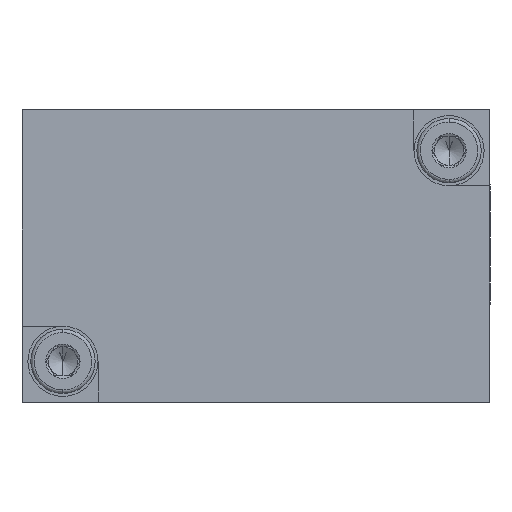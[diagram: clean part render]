
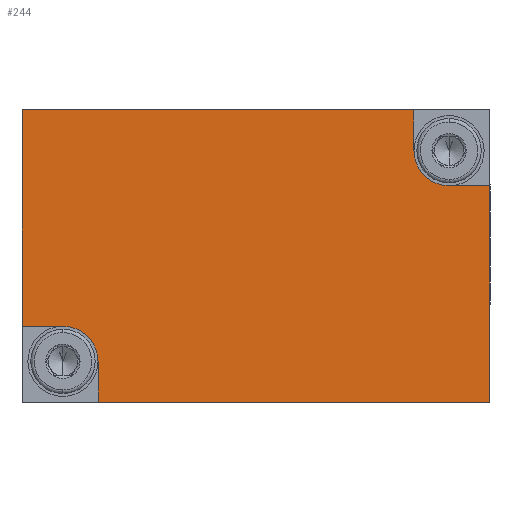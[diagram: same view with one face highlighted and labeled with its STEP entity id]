
A CAD part, front view. The second image highlights one B-rep face of the part: STEP entity #244.
In plain terms, the highlighted planar face has unit normal (0, -1, 0).
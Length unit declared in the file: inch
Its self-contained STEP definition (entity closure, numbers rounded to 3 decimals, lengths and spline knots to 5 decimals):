
#7 = DIRECTION ( 'NONE',  ( 0., 0., -1. ) ) ;
#38 = CARTESIAN_POINT ( 'NONE',  ( -0.7874, 0., 0.98425 ) ) ;
#194 = EDGE_CURVE ( 'NONE', #7368, #1025, #635, .T. ) ;
#244 = ADVANCED_FACE ( 'NONE', ( #5803 ), #5120, .F. ) ;
#327 = VECTOR ( 'NONE', #2069, 39.37008 ) ;
#475 = VECTOR ( 'NONE', #1164, 39.37008 ) ;
#507 = CARTESIAN_POINT ( 'NONE',  ( -0.64961, 0., 0.25591 ) ) ;
#635 = LINE ( 'NONE', #7384, #4788 ) ;
#1025 = VERTEX_POINT ( 'NONE', #6689 ) ;
#1126 = CARTESIAN_POINT ( 'NONE',  ( 0.7874, 0., 0.98425 ) ) ;
#1129 = DIRECTION ( 'NONE',  ( 0., 0., 1. ) ) ;
#1164 = DIRECTION ( 'NONE',  ( 0., 0., 1. ) ) ;
#1174 = EDGE_CURVE ( 'NONE', #6778, #2721, #4303, .T. ) ;
#1282 = ORIENTED_EDGE ( 'NONE', *, *, #3699, .T. ) ;
#1337 = ORIENTED_EDGE ( 'NONE', *, *, #194, .F. ) ;
#1370 = VERTEX_POINT ( 'NONE', #6070 ) ;
#1514 = CARTESIAN_POINT ( 'NONE',  ( -0.5315, 0., 0.1378 ) ) ;
#1617 = EDGE_LOOP ( 'NONE', ( #3038, #6825, #6534, #2510, #6230, #3758, #6325, #6163, #1282, #1337 ) ) ;
#1793 = LINE ( 'NONE', #4281, #5193 ) ;
#1921 = LINE ( 'NONE', #6834, #2026 ) ;
#1977 = DIRECTION ( 'NONE',  ( 0., 0., -1. ) ) ;
#2026 = VECTOR ( 'NONE', #3180, 39.37008 ) ;
#2069 = DIRECTION ( 'NONE',  ( 1., 0., 0. ) ) ;
#2352 = CARTESIAN_POINT ( 'NONE',  ( 0.64961, 0., 0.84646 ) ) ;
#2353 = CARTESIAN_POINT ( 'NONE',  ( 0.5315, 0., 0.84646 ) ) ;
#2449 = CARTESIAN_POINT ( 'NONE',  ( 0.64961, 0., 0.72835 ) ) ;
#2482 = VERTEX_POINT ( 'NONE', #1514 ) ;
#2493 = VECTOR ( 'NONE', #7, 39.37008 ) ;
#2510 = ORIENTED_EDGE ( 'NONE', *, *, #1174, .T. ) ;
#2523 = DIRECTION ( 'NONE',  ( 1., 0., 0. ) ) ;
#2585 = DIRECTION ( 'NONE',  ( 0., 0., 1. ) ) ;
#2646 = VECTOR ( 'NONE', #1129, 39.37008 ) ;
#2721 = VERTEX_POINT ( 'NONE', #5978 ) ;
#2749 = EDGE_CURVE ( 'NONE', #7693, #6311, #1793, .T. ) ;
#2856 = LINE ( 'NONE', #1126, #475 ) ;
#2963 = VERTEX_POINT ( 'NONE', #507 ) ;
#3038 = ORIENTED_EDGE ( 'NONE', *, *, #5441, .F. ) ;
#3180 = DIRECTION ( 'NONE',  ( -1., 0., 0. ) ) ;
#3295 = CARTESIAN_POINT ( 'NONE',  ( -0.5315, 0., 0. ) ) ;
#3356 = EDGE_CURVE ( 'NONE', #2482, #2963, #3794, .T. ) ;
#3536 = VECTOR ( 'NONE', #4339, 39.37008 ) ;
#3635 = DIRECTION ( 'NONE',  ( 0., 0., 1. ) ) ;
#3657 = LINE ( 'NONE', #38, #3536 ) ;
#3699 = EDGE_CURVE ( 'NONE', #1370, #1025, #2856, .T. ) ;
#3709 = CARTESIAN_POINT ( 'NONE',  ( -0.7874, 0., 0. ) ) ;
#3758 = ORIENTED_EDGE ( 'NONE', *, *, #3356, .F. ) ;
#3794 = CIRCLE ( 'NONE', #5082, 0.11811 ) ;
#3920 = EDGE_CURVE ( 'NONE', #5814, #1370, #6951, .T. ) ;
#4281 = CARTESIAN_POINT ( 'NONE',  ( 0.5315, 0., 0. ) ) ;
#4303 = LINE ( 'NONE', #3709, #2493 ) ;
#4339 = DIRECTION ( 'NONE',  ( -1., 0., 0. ) ) ;
#4498 = CARTESIAN_POINT ( 'NONE',  ( -0.7874, 0., 0.98425 ) ) ;
#4646 = AXIS2_PLACEMENT_3D ( 'NONE', #5769, #7543, #1977 ) ;
#4679 = EDGE_CURVE ( 'NONE', #5814, #2482, #5269, .T. ) ;
#4788 = VECTOR ( 'NONE', #2523, 39.37008 ) ;
#4870 = EDGE_CURVE ( 'NONE', #7693, #6778, #3657, .T. ) ;
#4993 = CARTESIAN_POINT ( 'NONE',  ( -0.64961, 0., 0.1378 ) ) ;
#5082 = AXIS2_PLACEMENT_3D ( 'NONE', #4993, #6161, #2585 ) ;
#5120 = PLANE ( 'NONE',  #4646 ) ;
#5193 = VECTOR ( 'NONE', #6744, 39.37008 ) ;
#5269 = LINE ( 'NONE', #6557, #2646 ) ;
#5441 = EDGE_CURVE ( 'NONE', #6311, #7368, #7783, .T. ) ;
#5735 = AXIS2_PLACEMENT_3D ( 'NONE', #2352, #6700, #3635 ) ;
#5769 = CARTESIAN_POINT ( 'NONE',  ( 0.7874, 0., 0. ) ) ;
#5803 = FACE_OUTER_BOUND ( 'NONE', #1617, .T. ) ;
#5814 = VERTEX_POINT ( 'NONE', #3295 ) ;
#5978 = CARTESIAN_POINT ( 'NONE',  ( -0.7874, 0., 0.25591 ) ) ;
#6070 = CARTESIAN_POINT ( 'NONE',  ( 0.7874, 0., 0. ) ) ;
#6161 = DIRECTION ( 'NONE',  ( 0., -1., 0. ) ) ;
#6163 = ORIENTED_EDGE ( 'NONE', *, *, #3920, .T. ) ;
#6230 = ORIENTED_EDGE ( 'NONE', *, *, #7571, .F. ) ;
#6311 = VERTEX_POINT ( 'NONE', #2353 ) ;
#6325 = ORIENTED_EDGE ( 'NONE', *, *, #4679, .F. ) ;
#6534 = ORIENTED_EDGE ( 'NONE', *, *, #4870, .T. ) ;
#6557 = CARTESIAN_POINT ( 'NONE',  ( -0.5315, 0., 0. ) ) ;
#6689 = CARTESIAN_POINT ( 'NONE',  ( 0.7874, 0., 0.72835 ) ) ;
#6700 = DIRECTION ( 'NONE',  ( 0., -1., 0. ) ) ;
#6744 = DIRECTION ( 'NONE',  ( 0., 0., -1. ) ) ;
#6778 = VERTEX_POINT ( 'NONE', #4498 ) ;
#6825 = ORIENTED_EDGE ( 'NONE', *, *, #2749, .F. ) ;
#6834 = CARTESIAN_POINT ( 'NONE',  ( -0.7874, 0., 0.25591 ) ) ;
#6951 = LINE ( 'NONE', #7594, #327 ) ;
#7368 = VERTEX_POINT ( 'NONE', #2449 ) ;
#7384 = CARTESIAN_POINT ( 'NONE',  ( 0.7874, 0., 0.72835 ) ) ;
#7543 = DIRECTION ( 'NONE',  ( 0., 1., 0. ) ) ;
#7571 = EDGE_CURVE ( 'NONE', #2963, #2721, #1921, .T. ) ;
#7594 = CARTESIAN_POINT ( 'NONE',  ( 0.7874, 0., 0. ) ) ;
#7631 = CARTESIAN_POINT ( 'NONE',  ( 0.5315, 0., 0.98425 ) ) ;
#7693 = VERTEX_POINT ( 'NONE', #7631 ) ;
#7783 = CIRCLE ( 'NONE', #5735, 0.11811 ) ;
